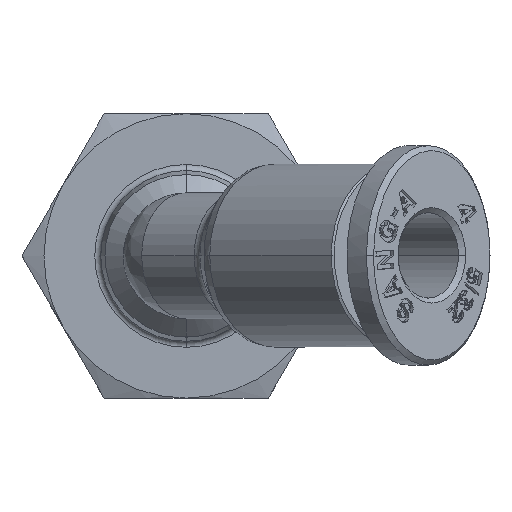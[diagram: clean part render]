
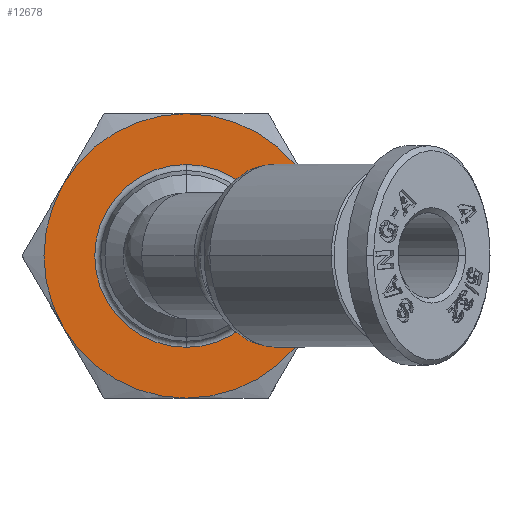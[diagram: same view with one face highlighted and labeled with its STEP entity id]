
A CAD part, top view. The second image highlights one B-rep face of the part: STEP entity #12678.
In plain terms, the highlighted planar face has unit normal (0, 0, 1).
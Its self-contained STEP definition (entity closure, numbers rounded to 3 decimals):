
#30 = DIRECTION ( 'NONE',  ( 0., 1., 0. ) ) ;
#157 = VERTEX_POINT ( 'NONE', #10039 ) ;
#541 = ORIENTED_EDGE ( 'NONE', *, *, #13863, .F. ) ;
#713 = DIRECTION ( 'NONE',  ( 0., 1., 0. ) ) ;
#851 = DIRECTION ( 'NONE',  ( 0., 1., 0. ) ) ;
#1088 = CARTESIAN_POINT ( 'NONE',  ( -0.67, 4.501, -0.879 ) ) ;
#1180 = CIRCLE ( 'NONE', #5712, 7. ) ;
#1250 = DIRECTION ( 'NONE',  ( 0., 0., -1. ) ) ;
#1665 = EDGE_LOOP ( 'NONE', ( #12441, #4750, #5742, #13648, #10171, #541 ) ) ;
#2001 = VERTEX_POINT ( 'NONE', #10406 ) ;
#2762 = CIRCLE ( 'NONE', #9183, 4.501 ) ;
#2919 = FACE_OUTER_BOUND ( 'NONE', #1665, .T. ) ;
#3244 = CARTESIAN_POINT ( 'NONE',  ( -0.67, 0., -0.879 ) ) ;
#3252 = CARTESIAN_POINT ( 'NONE',  ( -0.67, -4.501, -0.879 ) ) ;
#3257 = CIRCLE ( 'NONE', #12201, 7. ) ;
#3457 = DIRECTION ( 'NONE',  ( -1., 0., 0. ) ) ;
#3575 = AXIS2_PLACEMENT_3D ( 'NONE', #9462, #8284, #3457 ) ;
#3810 = AXIS2_PLACEMENT_3D ( 'NONE', #9313, #1250, #11781 ) ;
#4248 = DIRECTION ( 'NONE',  ( 0., 1., 0. ) ) ;
#4257 = AXIS2_PLACEMENT_3D ( 'NONE', #5067, #14510, #7988 ) ;
#4300 = CIRCLE ( 'NONE', #14006, 7. ) ;
#4456 = DIRECTION ( 'NONE',  ( 0., 1., 0. ) ) ;
#4525 = EDGE_CURVE ( 'NONE', #9630, #2001, #14305, .T. ) ;
#4640 = ORIENTED_EDGE ( 'NONE', *, *, #11830, .F. ) ;
#4750 = ORIENTED_EDGE ( 'NONE', *, *, #11414, .F. ) ;
#4961 = VERTEX_POINT ( 'NONE', #7581 ) ;
#5067 = CARTESIAN_POINT ( 'NONE',  ( -0.67, 0., -0.879 ) ) ;
#5315 = CARTESIAN_POINT ( 'NONE',  ( -0.67, 0., -0.879 ) ) ;
#5622 = AXIS2_PLACEMENT_3D ( 'NONE', #3244, #5741, #4456 ) ;
#5712 = AXIS2_PLACEMENT_3D ( 'NONE', #5315, #8665, #713 ) ;
#5741 = DIRECTION ( 'NONE',  ( 0., 0., -1. ) ) ;
#5742 = ORIENTED_EDGE ( 'NONE', *, *, #10056, .F. ) ;
#5991 = FACE_BOUND ( 'NONE', #8495, .T. ) ;
#6896 = CARTESIAN_POINT ( 'NONE',  ( -0.67, 0., -0.879 ) ) ;
#6921 = DIRECTION ( 'NONE',  ( 0., 0., -1. ) ) ;
#6941 = CARTESIAN_POINT ( 'NONE',  ( -0.67, 0., -0.879 ) ) ;
#7581 = CARTESIAN_POINT ( 'NONE',  ( -6.732, 3.5, -0.879 ) ) ;
#7624 = DIRECTION ( 'NONE',  ( 0., 0., -1. ) ) ;
#7830 = CARTESIAN_POINT ( 'NONE',  ( -0.67, 0., -0.879 ) ) ;
#7846 = ORIENTED_EDGE ( 'NONE', *, *, #11975, .F. ) ;
#7988 = DIRECTION ( 'NONE',  ( 0., 1., 0. ) ) ;
#8122 = CARTESIAN_POINT ( 'NONE',  ( -6.732, -3.5, -0.879 ) ) ;
#8284 = DIRECTION ( 'NONE',  ( 0., 0., -1. ) ) ;
#8495 = EDGE_LOOP ( 'NONE', ( #7846, #4640 ) ) ;
#8665 = DIRECTION ( 'NONE',  ( 0., 0., -1. ) ) ;
#8785 = CARTESIAN_POINT ( 'NONE',  ( -0.67, 7., -0.879 ) ) ;
#9183 = AXIS2_PLACEMENT_3D ( 'NONE', #6896, #9282, #30 ) ;
#9228 = EDGE_CURVE ( 'NONE', #10931, #4961, #3257, .T. ) ;
#9282 = DIRECTION ( 'NONE',  ( 0., 0., 1. ) ) ;
#9313 = CARTESIAN_POINT ( 'NONE',  ( -0.67, 0., -0.879 ) ) ;
#9462 = CARTESIAN_POINT ( 'NONE',  ( -0.67, 0., -0.879 ) ) ;
#9630 = VERTEX_POINT ( 'NONE', #8785 ) ;
#10039 = CARTESIAN_POINT ( 'NONE',  ( 5.392, -3.5, -0.879 ) ) ;
#10056 = EDGE_CURVE ( 'NONE', #157, #12768, #1180, .T. ) ;
#10171 = ORIENTED_EDGE ( 'NONE', *, *, #4525, .F. ) ;
#10406 = CARTESIAN_POINT ( 'NONE',  ( 5.392, 3.5, -0.879 ) ) ;
#10549 = PLANE ( 'NONE',  #3575 ) ;
#10647 = CIRCLE ( 'NONE', #5622, 7. ) ;
#10931 = VERTEX_POINT ( 'NONE', #8122 ) ;
#11414 = EDGE_CURVE ( 'NONE', #12768, #10931, #10647, .T. ) ;
#11781 = DIRECTION ( 'NONE',  ( 0., 1., 0. ) ) ;
#11830 = EDGE_CURVE ( 'NONE', #12981, #14217, #12222, .T. ) ;
#11975 = EDGE_CURVE ( 'NONE', #14217, #12981, #2762, .T. ) ;
#12054 = CARTESIAN_POINT ( 'NONE',  ( -0.67, -7., -0.879 ) ) ;
#12201 = AXIS2_PLACEMENT_3D ( 'NONE', #7830, #7624, #4248 ) ;
#12222 = CIRCLE ( 'NONE', #4257, 4.501 ) ;
#12441 = ORIENTED_EDGE ( 'NONE', *, *, #9228, .F. ) ;
#12678 = ADVANCED_FACE ( 'NONE', ( #5991, #2919 ), #10549, .F. ) ;
#12768 = VERTEX_POINT ( 'NONE', #12054 ) ;
#12791 = DIRECTION ( 'NONE',  ( 0., 1., 0. ) ) ;
#12981 = VERTEX_POINT ( 'NONE', #3252 ) ;
#13648 = ORIENTED_EDGE ( 'NONE', *, *, #15043, .F. ) ;
#13863 = EDGE_CURVE ( 'NONE', #4961, #9630, #4300, .T. ) ;
#13966 = AXIS2_PLACEMENT_3D ( 'NONE', #15037, #6921, #12791 ) ;
#13986 = CIRCLE ( 'NONE', #3810, 7. ) ;
#14006 = AXIS2_PLACEMENT_3D ( 'NONE', #6941, #15152, #851 ) ;
#14217 = VERTEX_POINT ( 'NONE', #1088 ) ;
#14305 = CIRCLE ( 'NONE', #13966, 7. ) ;
#14510 = DIRECTION ( 'NONE',  ( 0., 0., 1. ) ) ;
#15037 = CARTESIAN_POINT ( 'NONE',  ( -0.67, 0., -0.879 ) ) ;
#15043 = EDGE_CURVE ( 'NONE', #2001, #157, #13986, .T. ) ;
#15152 = DIRECTION ( 'NONE',  ( 0., 0., -1. ) ) ;
